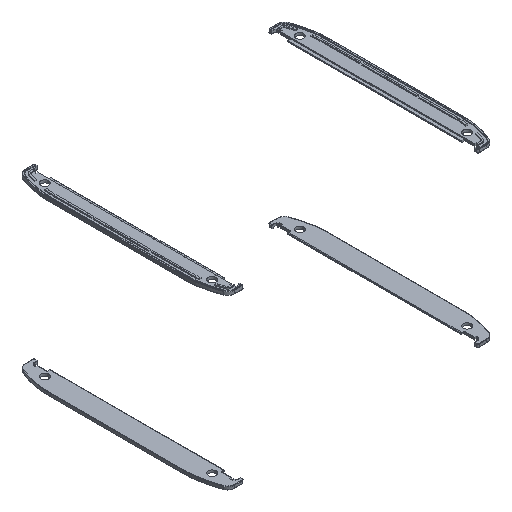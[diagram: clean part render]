
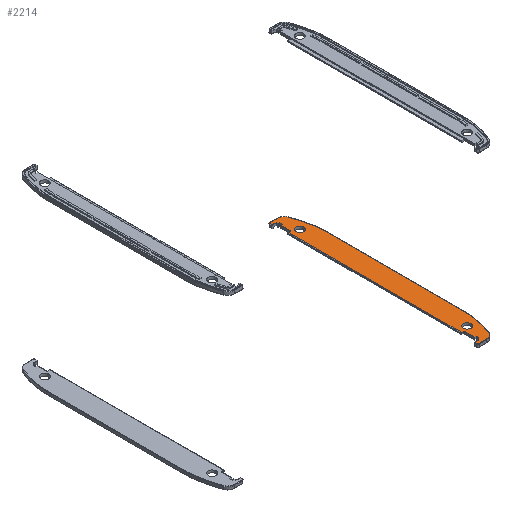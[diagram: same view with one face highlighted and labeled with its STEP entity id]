
A CAD part, isometric view. The second image highlights one B-rep face of the part: STEP entity #2214.
In plain terms, the highlighted planar face has unit normal (0, 0, 1).
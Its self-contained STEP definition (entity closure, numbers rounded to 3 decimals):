
#77=FACE_BOUND('',#366,.T.);
#78=FACE_BOUND('',#367,.T.);
#87=CIRCLE('',#2345,6.192);
#88=CIRCLE('',#2346,81.192);
#89=CIRCLE('',#2347,81.192);
#90=CIRCLE('',#2348,6.192);
#91=CIRCLE('',#2350,3.5);
#92=CIRCLE('',#2351,3.5);
#167=PLANE('',#2343);
#240=FACE_OUTER_BOUND('',#365,.T.);
#365=EDGE_LOOP('',(#1532,#1533,#1534,#1535,#1536,#1537,#1538,#1539,#1540,
#1541,#1542,#1543,#1544,#1545,#1546,#1547,#1548,#1549,#1550,#1551,#1552,
#1553,#1554,#1555,#1556,#1557));
#366=EDGE_LOOP('',(#1558));
#367=EDGE_LOOP('',(#1559));
#499=LINE('',#3249,#728);
#501=LINE('',#3255,#730);
#502=LINE('',#3257,#731);
#503=LINE('',#3259,#732);
#504=LINE('',#3261,#733);
#505=LINE('',#3263,#734);
#506=LINE('',#3265,#735);
#507=LINE('',#3267,#736);
#508=LINE('',#3269,#737);
#509=LINE('',#3273,#738);
#510=LINE('',#3279,#739);
#511=LINE('',#3285,#740);
#512=LINE('',#3289,#741);
#513=LINE('',#3291,#742);
#514=LINE('',#3293,#743);
#515=LINE('',#3295,#744);
#516=LINE('',#3297,#745);
#517=LINE('',#3299,#746);
#518=LINE('',#3301,#747);
#519=LINE('',#3302,#748);
#728=VECTOR('',#2570,156.429);
#730=VECTOR('',#2576,2.21);
#731=VECTOR('',#2577,9.);
#732=VECTOR('',#2578,1.6);
#733=VECTOR('',#2579,2.321);
#734=VECTOR('',#2580,1.6);
#735=VECTOR('',#2581,1.7);
#736=VECTOR('',#2582,3.852);
#737=VECTOR('',#2583,1.633);
#738=VECTOR('',#2586,6.651);
#739=VECTOR('',#2591,120.15);
#740=VECTOR('',#2596,6.651);
#741=VECTOR('',#2599,1.633);
#742=VECTOR('',#2600,3.852);
#743=VECTOR('',#2601,1.7);
#744=VECTOR('',#2602,1.6);
#745=VECTOR('',#2603,2.321);
#746=VECTOR('',#2604,1.6);
#747=VECTOR('',#2605,9.);
#748=VECTOR('',#2606,2.21);
#959=ELLIPSE('',#2344,1.203,1.2);
#960=ELLIPSE('',#2349,1.203,1.2);
#976=VERTEX_POINT('',#3246);
#977=VERTEX_POINT('',#3248);
#979=VERTEX_POINT('',#3254);
#980=VERTEX_POINT('',#3256);
#981=VERTEX_POINT('',#3258);
#982=VERTEX_POINT('',#3260);
#983=VERTEX_POINT('',#3262);
#984=VERTEX_POINT('',#3264);
#985=VERTEX_POINT('',#3266);
#986=VERTEX_POINT('',#3268);
#987=VERTEX_POINT('',#3270);
#988=VERTEX_POINT('',#3272);
#989=VERTEX_POINT('',#3274);
#990=VERTEX_POINT('',#3276);
#991=VERTEX_POINT('',#3278);
#992=VERTEX_POINT('',#3280);
#993=VERTEX_POINT('',#3282);
#994=VERTEX_POINT('',#3284);
#995=VERTEX_POINT('',#3286);
#996=VERTEX_POINT('',#3288);
#997=VERTEX_POINT('',#3290);
#998=VERTEX_POINT('',#3292);
#999=VERTEX_POINT('',#3294);
#1000=VERTEX_POINT('',#3296);
#1001=VERTEX_POINT('',#3298);
#1002=VERTEX_POINT('',#3300);
#1003=VERTEX_POINT('',#3303);
#1004=VERTEX_POINT('',#3305);
#1194=EDGE_CURVE('',#976,#977,#499,.T.);
#1197=EDGE_CURVE('',#976,#979,#501,.T.);
#1198=EDGE_CURVE('',#979,#980,#502,.T.);
#1199=EDGE_CURVE('',#980,#981,#503,.T.);
#1200=EDGE_CURVE('',#981,#982,#504,.T.);
#1201=EDGE_CURVE('',#982,#983,#505,.T.);
#1202=EDGE_CURVE('',#983,#984,#506,.T.);
#1203=EDGE_CURVE('',#984,#985,#507,.T.);
#1204=EDGE_CURVE('',#986,#985,#508,.T.);
#1205=EDGE_CURVE('',#987,#986,#959,.T.);
#1206=EDGE_CURVE('',#988,#987,#509,.T.);
#1207=EDGE_CURVE('',#989,#988,#87,.T.);
#1208=EDGE_CURVE('',#990,#989,#88,.T.);
#1209=EDGE_CURVE('',#991,#990,#510,.T.);
#1210=EDGE_CURVE('',#992,#991,#89,.T.);
#1211=EDGE_CURVE('',#993,#992,#90,.T.);
#1212=EDGE_CURVE('',#994,#993,#511,.T.);
#1213=EDGE_CURVE('',#995,#994,#960,.T.);
#1214=EDGE_CURVE('',#996,#995,#512,.T.);
#1215=EDGE_CURVE('',#996,#997,#513,.T.);
#1216=EDGE_CURVE('',#997,#998,#514,.T.);
#1217=EDGE_CURVE('',#998,#999,#515,.T.);
#1218=EDGE_CURVE('',#999,#1000,#516,.T.);
#1219=EDGE_CURVE('',#1000,#1001,#517,.T.);
#1220=EDGE_CURVE('',#1001,#1002,#518,.T.);
#1221=EDGE_CURVE('',#1002,#977,#519,.T.);
#1222=EDGE_CURVE('',#1003,#1003,#91,.T.);
#1223=EDGE_CURVE('',#1004,#1004,#92,.T.);
#1532=ORIENTED_EDGE('',*,*,#1194,.F.);
#1533=ORIENTED_EDGE('',*,*,#1197,.T.);
#1534=ORIENTED_EDGE('',*,*,#1198,.T.);
#1535=ORIENTED_EDGE('',*,*,#1199,.T.);
#1536=ORIENTED_EDGE('',*,*,#1200,.T.);
#1537=ORIENTED_EDGE('',*,*,#1201,.T.);
#1538=ORIENTED_EDGE('',*,*,#1202,.T.);
#1539=ORIENTED_EDGE('',*,*,#1203,.T.);
#1540=ORIENTED_EDGE('',*,*,#1204,.F.);
#1541=ORIENTED_EDGE('',*,*,#1205,.F.);
#1542=ORIENTED_EDGE('',*,*,#1206,.F.);
#1543=ORIENTED_EDGE('',*,*,#1207,.F.);
#1544=ORIENTED_EDGE('',*,*,#1208,.F.);
#1545=ORIENTED_EDGE('',*,*,#1209,.F.);
#1546=ORIENTED_EDGE('',*,*,#1210,.F.);
#1547=ORIENTED_EDGE('',*,*,#1211,.F.);
#1548=ORIENTED_EDGE('',*,*,#1212,.F.);
#1549=ORIENTED_EDGE('',*,*,#1213,.F.);
#1550=ORIENTED_EDGE('',*,*,#1214,.F.);
#1551=ORIENTED_EDGE('',*,*,#1215,.T.);
#1552=ORIENTED_EDGE('',*,*,#1216,.T.);
#1553=ORIENTED_EDGE('',*,*,#1217,.T.);
#1554=ORIENTED_EDGE('',*,*,#1218,.T.);
#1555=ORIENTED_EDGE('',*,*,#1219,.T.);
#1556=ORIENTED_EDGE('',*,*,#1220,.T.);
#1557=ORIENTED_EDGE('',*,*,#1221,.T.);
#1558=ORIENTED_EDGE('',*,*,#1222,.T.);
#1559=ORIENTED_EDGE('',*,*,#1223,.T.);
#2214=ADVANCED_FACE('',(#240,#77,#78),#167,.T.);
#2343=AXIS2_PLACEMENT_3D('',#3253,#2574,#2575);
#2344=AXIS2_PLACEMENT_3D('',#3271,#2584,#2585);
#2345=AXIS2_PLACEMENT_3D('',#3275,#2587,#2588);
#2346=AXIS2_PLACEMENT_3D('',#3277,#2589,#2590);
#2347=AXIS2_PLACEMENT_3D('',#3281,#2592,#2593);
#2348=AXIS2_PLACEMENT_3D('',#3283,#2594,#2595);
#2349=AXIS2_PLACEMENT_3D('',#3287,#2597,#2598);
#2350=AXIS2_PLACEMENT_3D('',#3304,#2607,#2608);
#2351=AXIS2_PLACEMENT_3D('',#3306,#2609,#2610);
#2570=DIRECTION('',(0.,-1.,0.));
#2574=DIRECTION('center_axis',(0.,0.,1.));
#2575=DIRECTION('ref_axis',(1.,0.,0.));
#2576=DIRECTION('',(-1.,0.,0.));
#2577=DIRECTION('',(0.,1.,0.));
#2578=DIRECTION('',(-1.,0.,0.));
#2579=DIRECTION('',(0.,1.,0.));
#2580=DIRECTION('',(1.,0.,0.));
#2581=DIRECTION('',(0.,1.,0.));
#2582=DIRECTION('',(1.,0.,0.));
#2583=DIRECTION('',(0.,-1.,0.));
#2584=DIRECTION('center_axis',(0.,0.,-1.));
#2585=DIRECTION('ref_axis',(0.707,0.707,0.));
#2586=DIRECTION('',(1.,0.,0.));
#2587=DIRECTION('center_axis',(0.,0.,-1.));
#2588=DIRECTION('ref_axis',(-0.561,0.828,0.));
#2589=DIRECTION('center_axis',(0.,0.,-1.));
#2590=DIRECTION('ref_axis',(-0.982,0.189,0.));
#2591=DIRECTION('',(0.,1.,0.));
#2592=DIRECTION('center_axis',(0.,0.,-1.));
#2593=DIRECTION('ref_axis',(-0.982,-0.189,0.));
#2594=DIRECTION('center_axis',(0.,0.,-1.));
#2595=DIRECTION('ref_axis',(-0.561,-0.828,0.));
#2596=DIRECTION('',(-1.,0.,0.));
#2597=DIRECTION('center_axis',(0.,0.,-1.));
#2598=DIRECTION('ref_axis',(0.707,-0.707,0.));
#2599=DIRECTION('',(0.,-1.,0.));
#2600=DIRECTION('',(-1.,0.,0.));
#2601=DIRECTION('',(0.,1.,0.));
#2602=DIRECTION('',(-1.,0.,0.));
#2603=DIRECTION('',(0.,1.,0.));
#2604=DIRECTION('',(1.,0.,0.));
#2605=DIRECTION('',(0.,1.,0.));
#2606=DIRECTION('',(1.,0.,0.));
#2607=DIRECTION('center_axis',(0.,0.,-1.));
#2608=DIRECTION('ref_axis',(1.,0.,0.));
#2609=DIRECTION('center_axis',(0.,0.,-1.));
#2610=DIRECTION('ref_axis',(1.,0.,0.));
#3246=CARTESIAN_POINT('',(16.55,78.215,1.15));
#3248=CARTESIAN_POINT('',(16.55,-78.215,1.15));
#3249=CARTESIAN_POINT('',(16.55,39.113,1.15));
#3253=CARTESIAN_POINT('Origin',(9.06,0.,1.15));
#3254=CARTESIAN_POINT('',(14.34,78.215,1.15));
#3255=CARTESIAN_POINT('',(11.705,78.215,1.15));
#3256=CARTESIAN_POINT('',(14.34,87.215,1.15));
#3257=CARTESIAN_POINT('',(14.34,43.613,1.15));
#3258=CARTESIAN_POINT('',(12.74,87.215,1.15));
#3259=CARTESIAN_POINT('',(10.905,87.215,1.15));
#3260=CARTESIAN_POINT('',(12.74,89.535,1.15));
#3261=CARTESIAN_POINT('',(12.74,44.763,1.15));
#3262=CARTESIAN_POINT('',(14.34,89.535,1.15));
#3263=CARTESIAN_POINT('',(11.705,89.535,1.15));
#3264=CARTESIAN_POINT('',(14.34,91.235,1.15));
#3265=CARTESIAN_POINT('',(14.34,45.612,1.15));
#3266=CARTESIAN_POINT('',(18.192,91.235,1.15));
#3267=CARTESIAN_POINT('',(13.78,91.235,1.15));
#3268=CARTESIAN_POINT('',(18.192,92.868,1.15));
#3269=CARTESIAN_POINT('',(18.192,46.438,1.15));
#3270=CARTESIAN_POINT('',(16.993,94.067,1.15));
#3271=CARTESIAN_POINT('Origin',(16.99,92.865,1.15));
#3272=CARTESIAN_POINT('',(10.343,94.067,1.15));
#3273=CARTESIAN_POINT('',(9.701,94.067,1.15));
#3274=CARTESIAN_POINT('',(4.592,90.17,1.15));
#3275=CARTESIAN_POINT('Origin',(10.343,87.875,1.15));
#3276=CARTESIAN_POINT('',(-1.192,60.075,1.15));
#3277=CARTESIAN_POINT('Origin',(80.,60.075,1.15));
#3278=CARTESIAN_POINT('',(-1.192,-60.075,1.15));
#3279=CARTESIAN_POINT('',(-1.192,-30.038,1.15));
#3280=CARTESIAN_POINT('',(4.592,-90.17,1.15));
#3281=CARTESIAN_POINT('Origin',(80.,-60.075,1.15));
#3282=CARTESIAN_POINT('',(10.343,-94.067,1.15));
#3283=CARTESIAN_POINT('Origin',(10.343,-87.875,1.15));
#3284=CARTESIAN_POINT('',(16.993,-94.067,1.15));
#3285=CARTESIAN_POINT('',(13.03,-94.067,1.15));
#3286=CARTESIAN_POINT('',(18.192,-92.868,1.15));
#3287=CARTESIAN_POINT('Origin',(16.99,-92.865,1.15));
#3288=CARTESIAN_POINT('',(18.192,-91.235,1.15));
#3289=CARTESIAN_POINT('',(18.192,-45.588,1.15));
#3290=CARTESIAN_POINT('',(14.34,-91.235,1.15));
#3291=CARTESIAN_POINT('',(11.705,-91.235,1.15));
#3292=CARTESIAN_POINT('',(14.34,-89.535,1.15));
#3293=CARTESIAN_POINT('',(14.34,-44.763,1.15));
#3294=CARTESIAN_POINT('',(12.74,-89.535,1.15));
#3295=CARTESIAN_POINT('',(10.905,-89.535,1.15));
#3296=CARTESIAN_POINT('',(12.74,-87.215,1.15));
#3297=CARTESIAN_POINT('',(12.74,-43.613,1.15));
#3298=CARTESIAN_POINT('',(14.34,-87.215,1.15));
#3299=CARTESIAN_POINT('',(11.705,-87.215,1.15));
#3300=CARTESIAN_POINT('',(14.34,-78.215,1.15));
#3301=CARTESIAN_POINT('',(14.34,-39.113,1.15));
#3302=CARTESIAN_POINT('',(13.005,-78.215,1.15));
#3303=CARTESIAN_POINT('',(5.5,-75.225,1.15));
#3304=CARTESIAN_POINT('Origin',(9.,-75.225,1.15));
#3305=CARTESIAN_POINT('',(5.5,75.225,1.15));
#3306=CARTESIAN_POINT('Origin',(9.,75.225,1.15));
